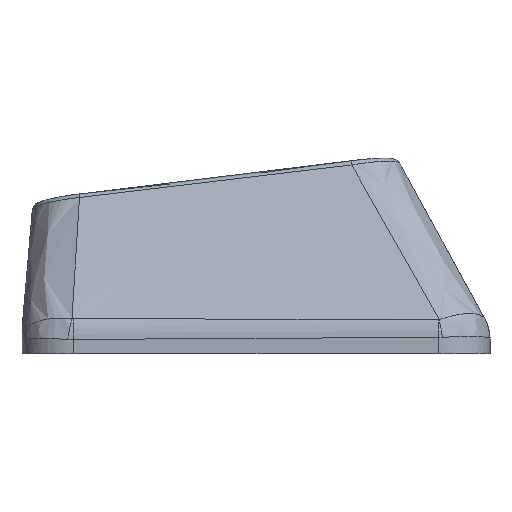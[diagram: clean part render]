
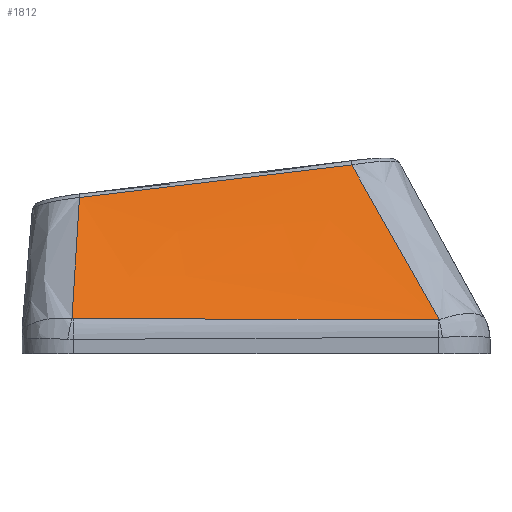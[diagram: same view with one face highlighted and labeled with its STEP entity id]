
A CAD part, left-side view. The second image highlights one B-rep face of the part: STEP entity #1812.
In plain terms, the highlighted free-form (B-spline) face has degree [3, 3] with [4, 4] control points.
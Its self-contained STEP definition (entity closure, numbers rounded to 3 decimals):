
#29=B_SPLINE_SURFACE_WITH_KNOTS('',3,3,((#3962,#3963,#3964,#3965),(#3966,
#3967,#3968,#3969),(#3970,#3971,#3972,#3973),(#3974,#3975,#3976,#3977)),
 .UNSPECIFIED.,.F.,.F.,.F.,(4,4),(4,4),(0.099,0.893),
(0.027,0.951),.UNSPECIFIED.);
#333=FACE_OUTER_BOUND('',#417,.T.);
#417=EDGE_LOOP('',(#1424,#1425,#1426,#1427,#1428,#1429));
#575=B_SPLINE_CURVE_WITH_KNOTS('',3,(#3640,#3641,#3642,#3643),
 .UNSPECIFIED.,.F.,.F.,(4,4),(0.,0.004),
 .UNSPECIFIED.);
#577=B_SPLINE_CURVE_WITH_KNOTS('',3,(#3667,#3668,#3669,#3670),
 .UNSPECIFIED.,.F.,.F.,(4,4),(0.,1.416),.UNSPECIFIED.);
#579=B_SPLINE_CURVE_WITH_KNOTS('',3,(#3694,#3695,#3696,#3697),
 .UNSPECIFIED.,.F.,.F.,(4,4),(0.,0.006),
 .UNSPECIFIED.);
#594=B_SPLINE_CURVE_WITH_KNOTS('',3,(#3979,#3980,#3981,#3982),
 .UNSPECIFIED.,.F.,.F.,(4,4),(0.022,0.777),
 .UNSPECIFIED.);
#595=B_SPLINE_CURVE_WITH_KNOTS('',3,(#3984,#3985,#3986,#3987),
 .UNSPECIFIED.,.F.,.F.,(4,4),(-1.064,0.),
 .UNSPECIFIED.);
#596=B_SPLINE_CURVE_WITH_KNOTS('',3,(#3988,#3989,#3990,#3991),
 .UNSPECIFIED.,.F.,.F.,(4,4),(-0.578,-0.019),
 .UNSPECIFIED.);
#796=VERTEX_POINT('',#3602);
#798=VERTEX_POINT('',#3633);
#800=VERTEX_POINT('',#3660);
#802=VERTEX_POINT('',#3687);
#818=VERTEX_POINT('',#3978);
#819=VERTEX_POINT('',#3983);
#1045=EDGE_CURVE('',#796,#798,#575,.T.);
#1048=EDGE_CURVE('',#798,#800,#577,.T.);
#1051=EDGE_CURVE('',#800,#802,#579,.T.);
#1075=EDGE_CURVE('',#818,#796,#594,.T.);
#1076=EDGE_CURVE('',#819,#818,#595,.T.);
#1077=EDGE_CURVE('',#802,#819,#596,.T.);
#1424=ORIENTED_EDGE('',*,*,#1051,.F.);
#1425=ORIENTED_EDGE('',*,*,#1048,.F.);
#1426=ORIENTED_EDGE('',*,*,#1045,.F.);
#1427=ORIENTED_EDGE('',*,*,#1075,.F.);
#1428=ORIENTED_EDGE('',*,*,#1076,.F.);
#1429=ORIENTED_EDGE('',*,*,#1077,.F.);
#1812=ADVANCED_FACE('',(#333),#29,.T.);
#3602=CARTESIAN_POINT('',(-13.679,-7.115,0.322));
#3633=CARTESIAN_POINT('',(-13.681,-7.077,0.319));
#3640=CARTESIAN_POINT('Ctrl Pts',(-13.679,-7.115,0.322));
#3641=CARTESIAN_POINT('Ctrl Pts',(-13.68,-7.103,0.32));
#3642=CARTESIAN_POINT('Ctrl Pts',(-13.681,-7.09,0.319));
#3643=CARTESIAN_POINT('Ctrl Pts',(-13.681,-7.077,0.319));
#3660=CARTESIAN_POINT('',(-13.605,7.086,0.37));
#3667=CARTESIAN_POINT('Ctrl Pts',(-13.681,-7.077,0.319));
#3668=CARTESIAN_POINT('Ctrl Pts',(-13.662,-2.356,0.335));
#3669=CARTESIAN_POINT('Ctrl Pts',(-13.638,2.365,0.352));
#3670=CARTESIAN_POINT('Ctrl Pts',(-13.605,7.086,0.37));
#3687=CARTESIAN_POINT('',(-13.602,7.142,0.375));
#3694=CARTESIAN_POINT('Ctrl Pts',(-13.605,7.086,0.37));
#3695=CARTESIAN_POINT('Ctrl Pts',(-13.605,7.105,0.37));
#3696=CARTESIAN_POINT('Ctrl Pts',(-13.604,7.124,0.372));
#3697=CARTESIAN_POINT('Ctrl Pts',(-13.602,7.142,0.375));
#3962=CARTESIAN_POINT('Ctrl Pts',(-10.601,-4.096,6.376));
#3963=CARTESIAN_POINT('Ctrl Pts',(-11.627,-5.103,4.357));
#3964=CARTESIAN_POINT('Ctrl Pts',(-12.654,-6.11,2.338));
#3965=CARTESIAN_POINT('Ctrl Pts',(-13.681,-7.117,0.319));
#3966=CARTESIAN_POINT('Ctrl Pts',(-10.601,-0.349,
5.932));
#3967=CARTESIAN_POINT('Ctrl Pts',(-11.627,-1.021,4.054));
#3968=CARTESIAN_POINT('Ctrl Pts',(-12.654,-1.692,2.176));
#3969=CARTESIAN_POINT('Ctrl Pts',(-13.681,-2.364,0.297));
#3970=CARTESIAN_POINT('Ctrl Pts',(-10.601,3.397,5.489));
#3971=CARTESIAN_POINT('Ctrl Pts',(-11.627,3.061,3.751));
#3972=CARTESIAN_POINT('Ctrl Pts',(-12.654,2.725,2.013));
#3973=CARTESIAN_POINT('Ctrl Pts',(-13.681,2.389,0.275));
#3974=CARTESIAN_POINT('Ctrl Pts',(-10.601,7.144,5.045));
#3975=CARTESIAN_POINT('Ctrl Pts',(-11.627,7.143,3.447));
#3976=CARTESIAN_POINT('Ctrl Pts',(-12.654,7.143,1.85));
#3977=CARTESIAN_POINT('Ctrl Pts',(-13.681,7.142,0.253));
#3978=CARTESIAN_POINT('',(-10.601,-3.712,6.331));
#3979=CARTESIAN_POINT('Ctrl Pts',(-10.601,-3.712,6.331));
#3980=CARTESIAN_POINT('Ctrl Pts',(-11.634,-4.853,4.333));
#3981=CARTESIAN_POINT('Ctrl Pts',(-12.658,-5.986,2.329));
#3982=CARTESIAN_POINT('Ctrl Pts',(-13.679,-7.115,0.322));
#3983=CARTESIAN_POINT('',(-10.609,6.85,5.067));
#3984=CARTESIAN_POINT('Ctrl Pts',(-10.609,6.85,5.067));
#3985=CARTESIAN_POINT('Ctrl Pts',(-10.606,3.329,5.486));
#3986=CARTESIAN_POINT('Ctrl Pts',(-10.604,-0.192,
5.908));
#3987=CARTESIAN_POINT('Ctrl Pts',(-10.601,-3.712,6.331));
#3988=CARTESIAN_POINT('Ctrl Pts',(-13.602,7.142,0.375));
#3989=CARTESIAN_POINT('Ctrl Pts',(-12.599,7.037,1.937));
#3990=CARTESIAN_POINT('Ctrl Pts',(-11.6,6.938,3.501));
#3991=CARTESIAN_POINT('Ctrl Pts',(-10.609,6.85,5.067));
